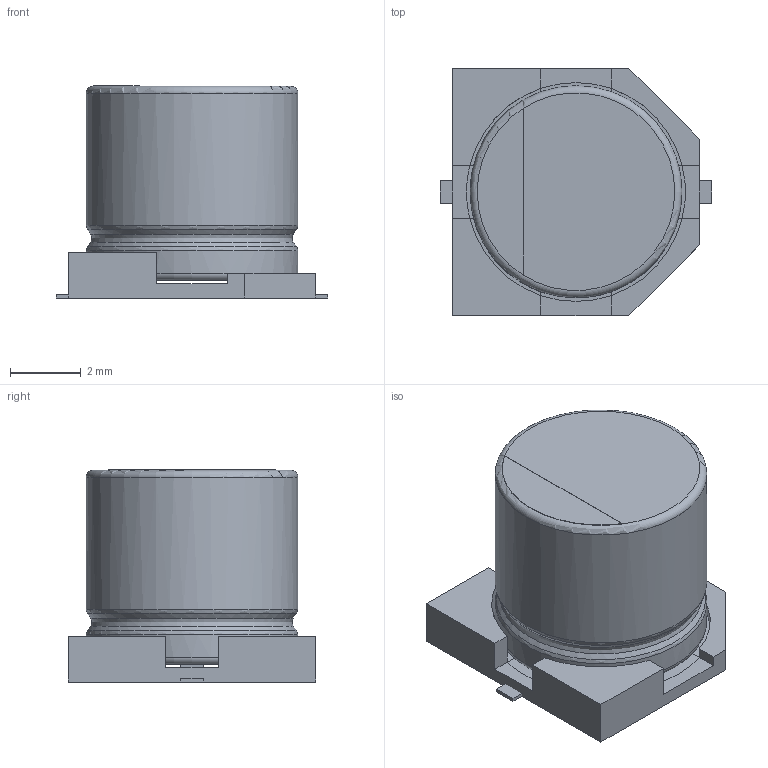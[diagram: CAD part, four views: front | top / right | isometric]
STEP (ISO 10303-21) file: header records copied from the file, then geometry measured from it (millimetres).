
FILE_DESCRIPTION(('FreeCAD Model'),'2;1');
FILE_NAME('153CLV_0605.stp', '2017-11-08T18:30:57',('Author'),(''), 'Open CASCADE STEP processor 6.8','FreeCAD','Unknown');
FILE_SCHEMA(('AUTOMOTIVE_DESIGN_CC2 { 1 2 10303 214 -1 1 5 4 }'));
Length unit declared in the file: millimetre
Products named in the file (5): ASSEMBLY; Pad001; Fillet002_(Mirror_#1); Fillet002; Chamfer
Assembly tree (4 placements, depth 2):
  ASSEMBLY
    Pad001
    Fillet002_(Mirror_#1)
    Fillet002
    Chamfer
Bounding box: 7.7 x 7 x 6.01 mm (x, y, z)
Volume: 180.4 mm3; surface area: 290.5 mm2
Topology: 4 solids, 4 shells, 72 faces, 169 edges, 103 vertices
Faces by surface type: plane 52, cylinder 13, bspline 3, torus 2, cone 2
Full cylindrical faces by diameter (mm): 0.8 x2, 6 x2
Entity records: 4831 total; most frequent: CARTESIAN_POINT 1242, DIRECTION 632, LINE 388, VECTOR 388, ORIENTED_EDGE 338, PCURVE 338, DEFINITIONAL_REPRESENTATION 338, EDGE_CURVE 169
